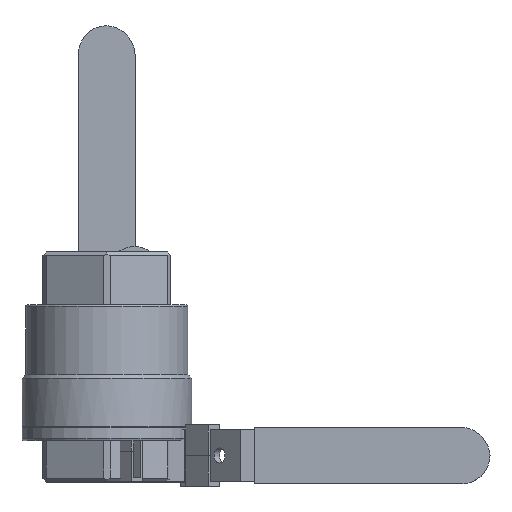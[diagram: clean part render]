
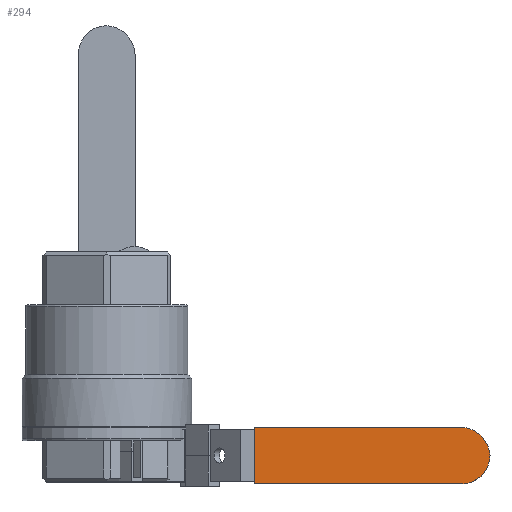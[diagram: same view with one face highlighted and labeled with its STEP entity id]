
A CAD part, top view. The second image highlights one B-rep face of the part: STEP entity #294.
In plain terms, the highlighted face is planar.
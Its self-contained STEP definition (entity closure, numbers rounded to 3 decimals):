
#294 = ADVANCED_FACE( '', ( #772 ), #773, .F. );
#772 = FACE_OUTER_BOUND( '', #1478, .T. );
#773 = PLANE( '', #1479 );
#1478 = EDGE_LOOP( '', ( #2601, #2602, #2603, #2604, #2605 ) );
#1479 = AXIS2_PLACEMENT_3D( '', #2606, #2607, #2608 );
#2601 = ORIENTED_EDGE( '', *, *, #4463, .T. );
#2602 = ORIENTED_EDGE( '', *, *, #4464, .T. );
#2603 = ORIENTED_EDGE( '', *, *, #4465, .T. );
#2604 = ORIENTED_EDGE( '', *, *, #4466, .T. );
#2605 = ORIENTED_EDGE( '', *, *, #4467, .F. );
#2606 = CARTESIAN_POINT( '', ( 30., 113., 0. ) );
#2607 = DIRECTION( '', ( 0., 0., 1. ) );
#2608 = DIRECTION( '', ( 1., 0., 0. ) );
#4463 = EDGE_CURVE( '', #5269, #5270, #5271, .F. );
#4464 = EDGE_CURVE( '', #5270, #5272, #5273, .F. );
#4465 = EDGE_CURVE( '', #5272, #5274, #5275, .T. );
#4466 = EDGE_CURVE( '', #5274, #5276, #5277, .T. );
#4467 = EDGE_CURVE( '', #5269, #5276, #5278, .T. );
#5269 = VERTEX_POINT( '', #6439 );
#5270 = VERTEX_POINT( '', #6440 );
#5271 = CIRCLE( '', #6441, 15. );
#5272 = VERTEX_POINT( '', #6442 );
#5273 = CIRCLE( '', #6443, 16. );
#5274 = VERTEX_POINT( '', #6444 );
#5275 = LINE( '', #6445, #6446 );
#5276 = VERTEX_POINT( '', #6447 );
#5277 = LINE( '', #6448, #6449 );
#5278 = LINE( '', #6450, #6451 );
#6439 = CARTESIAN_POINT( '', ( 0., 110., 0. ) );
#6440 = CARTESIAN_POINT( '', ( 15., 125., 0. ) );
#6441 = AXIS2_PLACEMENT_3D( '', #8485, #8486, #8487 );
#6442 = CARTESIAN_POINT( '', ( 30., 109.031, 0. ) );
#6443 = AXIS2_PLACEMENT_3D( '', #8488, #8489, #8490 );
#6444 = CARTESIAN_POINT( '', ( 30., 0., 0. ) );
#6445 = CARTESIAN_POINT( '', ( 30., 113., 0. ) );
#6446 = VECTOR( '', #8491, 1000. );
#6447 = CARTESIAN_POINT( '', ( 0., 0., 0. ) );
#6448 = CARTESIAN_POINT( '', ( 30., 0., 0. ) );
#6449 = VECTOR( '', #8492, 1000. );
#6450 = CARTESIAN_POINT( '', ( 0., 113., 0. ) );
#6451 = VECTOR( '', #8493, 1000. );
#8485 = CARTESIAN_POINT( '', ( 15., 110., 0. ) );
#8486 = DIRECTION( '', ( 0., 0., 1. ) );
#8487 = DIRECTION( '', ( 1., 0., 0. ) );
#8488 = CARTESIAN_POINT( '', ( 14., 109.031, 0. ) );
#8489 = DIRECTION( '', ( 0., 0., 1. ) );
#8490 = DIRECTION( '', ( 1., 0., 0. ) );
#8491 = DIRECTION( '', ( 0., -1., 0. ) );
#8492 = DIRECTION( '', ( -1., 0., 0. ) );
#8493 = DIRECTION( '', ( 0., -1., 0. ) );
